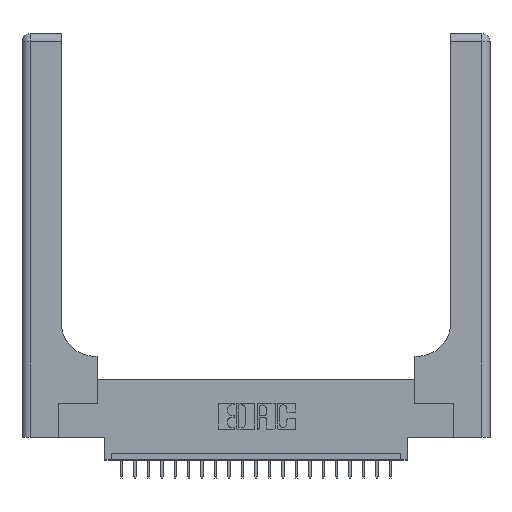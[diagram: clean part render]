
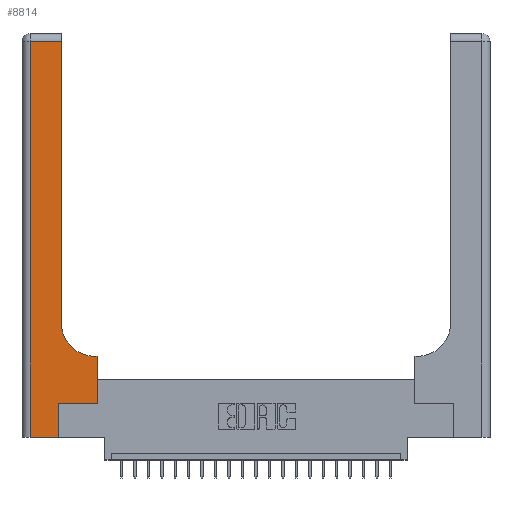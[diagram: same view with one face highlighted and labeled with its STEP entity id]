
A CAD part, top view. The second image highlights one B-rep face of the part: STEP entity #8814.
In plain terms, the highlighted planar face has unit normal (0, 0, 1).
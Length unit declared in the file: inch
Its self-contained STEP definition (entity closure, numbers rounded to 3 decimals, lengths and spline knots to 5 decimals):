
#942 = DIRECTION ( 'NONE',  ( -1., 0., 0. ) ) ;
#1919 = VECTOR ( 'NONE', #11299, 39.37008 ) ;
#2106 = CARTESIAN_POINT ( 'NONE',  ( 0.06, 0., 0.37 ) ) ;
#2273 = LINE ( 'NONE', #15286, #16300 ) ;
#2849 = DIRECTION ( 'NONE',  ( -1., 0., 0. ) ) ;
#2883 = DIRECTION ( 'NONE',  ( 0., 1., 0. ) ) ;
#3002 = VERTEX_POINT ( 'NONE', #6718 ) ;
#3691 = EDGE_CURVE ( 'NONE', #17167, #12975, #14047, .T. ) ;
#3880 = CARTESIAN_POINT ( 'NONE',  ( 0.2915, 2.94, 0.37 ) ) ;
#4107 = CARTESIAN_POINT ( 'NONE',  ( 0.2915, 3., 0.37 ) ) ;
#4445 = VECTOR ( 'NONE', #8724, 39.37008 ) ;
#4835 = ORIENTED_EDGE ( 'NONE', *, *, #8217, .T. ) ;
#4973 = VECTOR ( 'NONE', #5150, 39.37008 ) ;
#5150 = DIRECTION ( 'NONE',  ( 1., 0., 0. ) ) ;
#5217 = CARTESIAN_POINT ( 'NONE',  ( 0.06, 3., 0.37 ) ) ;
#5254 = CARTESIAN_POINT ( 'NONE',  ( 0.5585, 0.6, 0.37 ) ) ;
#5415 = ORIENTED_EDGE ( 'NONE', *, *, #21270, .T. ) ;
#5436 = CARTESIAN_POINT ( 'NONE',  ( 0., 3., 0.37 ) ) ;
#6497 = CARTESIAN_POINT ( 'NONE',  ( 0.5585, 0.25, 0.37 ) ) ;
#6665 = VERTEX_POINT ( 'NONE', #3880 ) ;
#6718 = CARTESIAN_POINT ( 'NONE',  ( 0.269, 0.25, 0.37 ) ) ;
#7156 = VECTOR ( 'NONE', #9892, 39.37008 ) ;
#7785 = VECTOR ( 'NONE', #2883, 39.37008 ) ;
#8055 = ORIENTED_EDGE ( 'NONE', *, *, #17166, .T. ) ;
#8217 = EDGE_CURVE ( 'NONE', #14027, #16351, #21335, .T. ) ;
#8374 = DIRECTION ( 'NONE',  ( 0., 0., -1. ) ) ;
#8610 = CARTESIAN_POINT ( 'NONE',  ( 0.5585, 0.25, 0.37 ) ) ;
#8724 = DIRECTION ( 'NONE',  ( 0., -1., 0. ) ) ;
#8814 = ADVANCED_FACE ( 'NONE', ( #18208 ), #16626, .F. ) ;
#9380 = ORIENTED_EDGE ( 'NONE', *, *, #16350, .T. ) ;
#9892 = DIRECTION ( 'NONE',  ( 0., 1., 0. ) ) ;
#10437 = DIRECTION ( 'NONE',  ( 1., 0., 0. ) ) ;
#10474 = LINE ( 'NONE', #17918, #4973 ) ;
#10924 = EDGE_CURVE ( 'NONE', #15427, #3002, #21722, .T. ) ;
#11299 = DIRECTION ( 'NONE',  ( 0., 1., 0. ) ) ;
#12249 = CARTESIAN_POINT ( 'NONE',  ( 0.269, 0., 0.37 ) ) ;
#12523 = CARTESIAN_POINT ( 'NONE',  ( 0.5415, 0.85, 0.37 ) ) ;
#12826 = AXIS2_PLACEMENT_3D ( 'NONE', #12523, #8374, #10437 ) ;
#12863 = DIRECTION ( 'NONE',  ( -1., 0., 0. ) ) ;
#12975 = VERTEX_POINT ( 'NONE', #5254 ) ;
#13174 = CARTESIAN_POINT ( 'NONE',  ( 0.269, 0., 0.37 ) ) ;
#13180 = CARTESIAN_POINT ( 'NONE',  ( 0.5415, 0.6, 0.37 ) ) ;
#13216 = AXIS2_PLACEMENT_3D ( 'NONE', #5436, #21844, #12863 ) ;
#13372 = LINE ( 'NONE', #4107, #1919 ) ;
#13467 = CARTESIAN_POINT ( 'NONE',  ( 0., 0., 0.37 ) ) ;
#13718 = LINE ( 'NONE', #13467, #20388 ) ;
#14027 = VERTEX_POINT ( 'NONE', #13180 ) ;
#14047 = LINE ( 'NONE', #6497, #7156 ) ;
#14132 = VECTOR ( 'NONE', #942, 39.37008 ) ;
#14421 = ORIENTED_EDGE ( 'NONE', *, *, #16178, .T. ) ;
#15286 = CARTESIAN_POINT ( 'NONE',  ( 0., 2.94, 0.37 ) ) ;
#15427 = VERTEX_POINT ( 'NONE', #13174 ) ;
#15767 = LINE ( 'NONE', #16022, #14132 ) ;
#16022 = CARTESIAN_POINT ( 'NONE',  ( 0.2915, 0.6, 0.37 ) ) ;
#16178 = EDGE_CURVE ( 'NONE', #16553, #15427, #13718, .T. ) ;
#16300 = VECTOR ( 'NONE', #2849, 39.37008 ) ;
#16350 = EDGE_CURVE ( 'NONE', #12975, #14027, #15767, .T. ) ;
#16351 = VERTEX_POINT ( 'NONE', #23060 ) ;
#16553 = VERTEX_POINT ( 'NONE', #2106 ) ;
#16626 = PLANE ( 'NONE',  #13216 ) ;
#16658 = ORIENTED_EDGE ( 'NONE', *, *, #10924, .T. ) ;
#17166 = EDGE_CURVE ( 'NONE', #21522, #16553, #19789, .T. ) ;
#17167 = VERTEX_POINT ( 'NONE', #8610 ) ;
#17333 = DIRECTION ( 'NONE',  ( 1., 0., 0. ) ) ;
#17918 = CARTESIAN_POINT ( 'NONE',  ( 0.269, 0.25, 0.37 ) ) ;
#18208 = FACE_OUTER_BOUND ( 'NONE', #22671, .T. ) ;
#19503 = EDGE_CURVE ( 'NONE', #3002, #17167, #10474, .T. ) ;
#19629 = ORIENTED_EDGE ( 'NONE', *, *, #19503, .T. ) ;
#19789 = LINE ( 'NONE', #5217, #4445 ) ;
#20032 = CARTESIAN_POINT ( 'NONE',  ( 0.06, 2.94, 0.37 ) ) ;
#20175 = ORIENTED_EDGE ( 'NONE', *, *, #3691, .T. ) ;
#20388 = VECTOR ( 'NONE', #17333, 39.37008 ) ;
#21270 = EDGE_CURVE ( 'NONE', #16351, #6665, #13372, .T. ) ;
#21335 = CIRCLE ( 'NONE', #12826, 0.25 ) ;
#21522 = VERTEX_POINT ( 'NONE', #20032 ) ;
#21722 = LINE ( 'NONE', #12249, #7785 ) ;
#21844 = DIRECTION ( 'NONE',  ( 0., 0., -1. ) ) ;
#22671 = EDGE_LOOP ( 'NONE', ( #5415, #23146, #8055, #14421, #16658, #19629, #20175, #9380, #4835 ) ) ;
#23060 = CARTESIAN_POINT ( 'NONE',  ( 0.2915, 0.85, 0.37 ) ) ;
#23146 = ORIENTED_EDGE ( 'NONE', *, *, #23273, .T. ) ;
#23273 = EDGE_CURVE ( 'NONE', #6665, #21522, #2273, .T. ) ;
